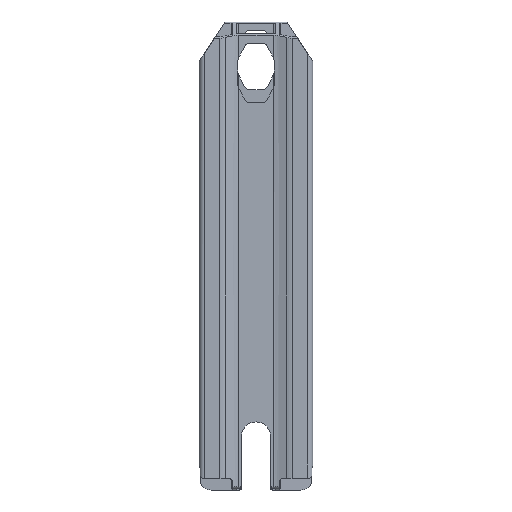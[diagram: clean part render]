
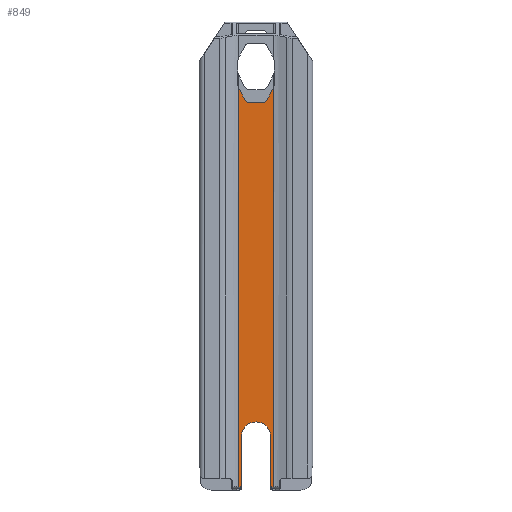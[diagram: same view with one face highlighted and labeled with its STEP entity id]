
A CAD part, front view. The second image highlights one B-rep face of the part: STEP entity #849.
In plain terms, the highlighted planar face has unit normal (0, -1, 0).
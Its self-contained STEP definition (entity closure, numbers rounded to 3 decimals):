
#254=PLANE('',#3043);
#280=LINE('',#3873,#522);
#281=LINE('',#3875,#523);
#284=LINE('',#3889,#526);
#458=LINE('',#4863,#700);
#461=LINE('',#4893,#703);
#462=LINE('',#4897,#704);
#463=LINE('',#4901,#705);
#464=LINE('',#4905,#706);
#522=VECTOR('',#3107,1.);
#523=VECTOR('',#3108,1.);
#526=VECTOR('',#3123,1.);
#700=VECTOR('',#3639,1.);
#703=VECTOR('',#3646,1.);
#704=VECTOR('',#3649,1.);
#705=VECTOR('',#3652,1.);
#706=VECTOR('',#3655,1.);
#849=ADVANCED_FACE('',(#973),#254,.T.);
#973=FACE_OUTER_BOUND('',#1109,.T.);
#1109=EDGE_LOOP('',(#1806,#1807,#1808,#1809,#1810,#1811,#1812,#1813,#1814,
#1815,#1816,#1817,#1818,#1819,#1820,#1821,#1822,#1823));
#1157=CIRCLE('',#2862,15.5);
#1158=CIRCLE('',#2863,15.5);
#1224=CIRCLE('',#3039,9.25);
#1225=CIRCLE('',#3040,6.75);
#1226=CIRCLE('',#3041,6.75);
#1227=CIRCLE('',#3042,9.25);
#1806=ORIENTED_EDGE('',*,*,#2711,.F.);
#1807=ORIENTED_EDGE('',*,*,#2712,.T.);
#1808=ORIENTED_EDGE('',*,*,#2713,.T.);
#1809=ORIENTED_EDGE('',*,*,#2714,.T.);
#1810=ORIENTED_EDGE('',*,*,#2715,.T.);
#1811=ORIENTED_EDGE('',*,*,#2716,.T.);
#1812=ORIENTED_EDGE('',*,*,#2717,.T.);
#1813=ORIENTED_EDGE('',*,*,#2718,.T.);
#1814=ORIENTED_EDGE('',*,*,#2705,.F.);
#1815=ORIENTED_EDGE('',*,*,#2458,.T.);
#1816=ORIENTED_EDGE('',*,*,#2389,.T.);
#1817=ORIENTED_EDGE('',*,*,#2385,.F.);
#1818=ORIENTED_EDGE('',*,*,#2382,.T.);
#1819=ORIENTED_EDGE('',*,*,#2381,.T.);
#1820=ORIENTED_EDGE('',*,*,#2378,.F.);
#1821=ORIENTED_EDGE('',*,*,#2377,.F.);
#1822=ORIENTED_EDGE('',*,*,#2369,.F.);
#1823=ORIENTED_EDGE('',*,*,#2506,.F.);
#2082=VERTEX_POINT('',#3833);
#2083=VERTEX_POINT('',#3834);
#2090=VERTEX_POINT('',#3874);
#2091=VERTEX_POINT('',#3876);
#2093=VERTEX_POINT('',#3882);
#2094=VERTEX_POINT('',#3884);
#2096=VERTEX_POINT('',#3890);
#2099=VERTEX_POINT('',#3907);
#2153=VERTEX_POINT('',#4114);
#2190=VERTEX_POINT('',#4324);
#2333=VERTEX_POINT('',#4864);
#2338=VERTEX_POINT('',#4894);
#2339=VERTEX_POINT('',#4896);
#2340=VERTEX_POINT('',#4898);
#2341=VERTEX_POINT('',#4900);
#2342=VERTEX_POINT('',#4902);
#2343=VERTEX_POINT('',#4904);
#2344=VERTEX_POINT('',#4906);
#2369=EDGE_CURVE('',#2082,#2083,#2790,.T.);
#2377=EDGE_CURVE('',#2083,#2090,#280,.T.);
#2378=EDGE_CURVE('',#2090,#2091,#281,.T.);
#2381=EDGE_CURVE('',#2093,#2091,#1157,.T.);
#2382=EDGE_CURVE('',#2094,#2093,#1158,.T.);
#2385=EDGE_CURVE('',#2094,#2096,#284,.T.);
#2389=EDGE_CURVE('',#2099,#2096,#2793,.T.);
#2458=EDGE_CURVE('',#2153,#2099,#2803,.T.);
#2506=EDGE_CURVE('',#2190,#2082,#2817,.T.);
#2705=EDGE_CURVE('',#2153,#2333,#458,.T.);
#2711=EDGE_CURVE('',#2338,#2190,#461,.T.);
#2712=EDGE_CURVE('',#2338,#2339,#1224,.T.);
#2713=EDGE_CURVE('',#2339,#2340,#462,.T.);
#2714=EDGE_CURVE('',#2340,#2341,#1225,.T.);
#2715=EDGE_CURVE('',#2341,#2342,#463,.T.);
#2716=EDGE_CURVE('',#2342,#2343,#1226,.T.);
#2717=EDGE_CURVE('',#2343,#2344,#464,.T.);
#2718=EDGE_CURVE('',#2344,#2333,#1227,.T.);
#2790=B_SPLINE_CURVE_WITH_KNOTS('',3,(#3823,#3824,#3825,#3826,#3827,#3828,
#3829,#3830,#3831,#3832),.UNSPECIFIED.,.F.,.F.,(4,3,3,4),(0.,0.182,
0.543,1.),.UNSPECIFIED.);
#2793=B_SPLINE_CURVE_WITH_KNOTS('',3,(#3897,#3898,#3899,#3900,#3901,#3902,
#3903,#3904,#3905,#3906),.UNSPECIFIED.,.F.,.F.,(4,3,3,4),(0.,0.182,
0.543,1.),.UNSPECIFIED.);
#2803=B_SPLINE_CURVE_WITH_KNOTS('',3,(#4107,#4108,#4109,#4110,#4111,#4112,
#4113),.UNSPECIFIED.,.F.,.F.,(4,3,4),(0.,0.014,1.),
 .UNSPECIFIED.);
#2817=B_SPLINE_CURVE_WITH_KNOTS('',3,(#4325,#4326,#4327,#4328,#4329,#4330,
#4331),.UNSPECIFIED.,.F.,.F.,(4,3,4),(0.,0.014,1.),
 .UNSPECIFIED.);
#2862=AXIS2_PLACEMENT_3D('',#3881,#3114,#3115);
#2863=AXIS2_PLACEMENT_3D('',#3883,#3116,#3117);
#3039=AXIS2_PLACEMENT_3D('',#4895,#3647,#3648);
#3040=AXIS2_PLACEMENT_3D('',#4899,#3650,#3651);
#3041=AXIS2_PLACEMENT_3D('',#4903,#3653,#3654);
#3042=AXIS2_PLACEMENT_3D('',#4907,#3656,#3657);
#3043=AXIS2_PLACEMENT_3D('',#4908,#3658,#3659);
#3107=DIRECTION('',(0.,0.,1.));
#3108=DIRECTION('',(0.,0.,1.));
#3114=DIRECTION('',(0.,1.,0.));
#3115=DIRECTION('',(0.,0.,1.));
#3116=DIRECTION('',(0.,1.,0.));
#3117=DIRECTION('',(-1.,0.,0.));
#3123=DIRECTION('',(0.,0.,-1.));
#3639=DIRECTION('',(0.,0.,1.));
#3646=DIRECTION('',(0.,0.,-1.));
#3647=DIRECTION('',(0.,1.,0.));
#3648=DIRECTION('',(0.,0.,-1.));
#3649=DIRECTION('',(-0.472,0.,-0.882));
#3650=DIRECTION('',(0.,1.,0.));
#3651=DIRECTION('',(0.,0.,-1.));
#3652=DIRECTION('',(-1.,0.,0.));
#3653=DIRECTION('',(0.,1.,0.));
#3654=DIRECTION('',(0.,0.,-1.));
#3655=DIRECTION('',(-0.472,0.,0.882));
#3656=DIRECTION('',(0.,1.,0.));
#3657=DIRECTION('',(0.,0.,-1.));
#3658=DIRECTION('',(0.,-1.,0.));
#3659=DIRECTION('',(0.,0.,1.));
#3823=CARTESIAN_POINT('',(16.357,-10.358,-496.904));
#3824=CARTESIAN_POINT('',(16.245,-10.358,-496.801));
#3825=CARTESIAN_POINT('',(16.143,-10.358,-496.685));
#3826=CARTESIAN_POINT('',(16.054,-10.358,-496.561));
#3827=CARTESIAN_POINT('',(15.878,-10.358,-496.316));
#3828=CARTESIAN_POINT('',(15.747,-10.358,-496.035));
#3829=CARTESIAN_POINT('',(15.659,-10.358,-495.747));
#3830=CARTESIAN_POINT('',(15.548,-10.358,-495.382));
#3831=CARTESIAN_POINT('',(15.5,-10.358,-494.995));
#3832=CARTESIAN_POINT('',(15.5,-10.358,-494.614));
#3833=CARTESIAN_POINT('',(16.357,-10.358,-496.904));
#3834=CARTESIAN_POINT('',(15.5,-10.358,-494.614));
#3873=CARTESIAN_POINT('',(15.5,-10.358,-443.5));
#3874=CARTESIAN_POINT('',(15.5,-10.358,-454.));
#3875=CARTESIAN_POINT('',(15.5,-10.358,-492.759));
#3876=CARTESIAN_POINT('',(15.5,-10.358,-443.5));
#3881=CARTESIAN_POINT('',(0.,-10.358,-443.5));
#3882=CARTESIAN_POINT('',(0.,-10.358,-428.));
#3883=CARTESIAN_POINT('',(0.,-10.358,-443.5));
#3884=CARTESIAN_POINT('',(-15.5,-10.358,-443.5));
#3889=CARTESIAN_POINT('',(-15.5,-10.358,-443.5));
#3890=CARTESIAN_POINT('',(-15.5,-10.358,-494.614));
#3897=CARTESIAN_POINT('',(-16.357,-10.358,-496.904));
#3898=CARTESIAN_POINT('',(-16.245,-10.358,-496.801));
#3899=CARTESIAN_POINT('',(-16.143,-10.358,-496.685));
#3900=CARTESIAN_POINT('',(-16.054,-10.358,-496.561));
#3901=CARTESIAN_POINT('',(-15.878,-10.358,-496.316));
#3902=CARTESIAN_POINT('',(-15.747,-10.358,-496.035));
#3903=CARTESIAN_POINT('',(-15.659,-10.358,-495.747));
#3904=CARTESIAN_POINT('',(-15.548,-10.358,-495.382));
#3905=CARTESIAN_POINT('',(-15.5,-10.358,-494.995));
#3906=CARTESIAN_POINT('',(-15.5,-10.358,-494.614));
#3907=CARTESIAN_POINT('',(-16.357,-10.358,-496.904));
#4107=CARTESIAN_POINT('',(-18.356,-10.358,-496.352));
#4108=CARTESIAN_POINT('',(-18.347,-10.358,-496.354));
#4109=CARTESIAN_POINT('',(-18.338,-10.358,-496.357));
#4110=CARTESIAN_POINT('',(-18.329,-10.358,-496.36));
#4111=CARTESIAN_POINT('',(-17.679,-10.358,-496.565));
#4112=CARTESIAN_POINT('',(-17.021,-10.358,-496.749));
#4113=CARTESIAN_POINT('',(-16.357,-10.358,-496.904));
#4114=CARTESIAN_POINT('',(-18.356,-10.358,-496.352));
#4324=CARTESIAN_POINT('',(18.356,-10.358,-496.352));
#4325=CARTESIAN_POINT('',(18.356,-10.358,-496.352));
#4326=CARTESIAN_POINT('',(18.347,-10.358,-496.354));
#4327=CARTESIAN_POINT('',(18.338,-10.358,-496.357));
#4328=CARTESIAN_POINT('',(18.329,-10.358,-496.36));
#4329=CARTESIAN_POINT('',(17.679,-10.358,-496.565));
#4330=CARTESIAN_POINT('',(17.021,-10.358,-496.749));
#4331=CARTESIAN_POINT('',(16.357,-10.358,-496.904));
#4863=CARTESIAN_POINT('',(-18.356,-10.358,-499.336));
#4864=CARTESIAN_POINT('',(-18.356,-10.358,-74.776));
#4893=CARTESIAN_POINT('',(18.356,-10.358,-13.765));
#4894=CARTESIAN_POINT('',(18.356,-10.358,-74.776));
#4895=CARTESIAN_POINT('',(10.,-10.358,-70.809));
#4896=CARTESIAN_POINT('',(18.156,-10.358,-75.172));
#4897=CARTESIAN_POINT('',(12.383,-10.358,-85.961));
#4898=CARTESIAN_POINT('',(11.992,-10.358,-86.693));
#4899=CARTESIAN_POINT('',(6.04,-10.358,-83.508));
#4900=CARTESIAN_POINT('',(6.04,-10.358,-90.258));
#4901=CARTESIAN_POINT('',(-18.356,-10.358,-90.258));
#4902=CARTESIAN_POINT('',(-6.04,-10.358,-90.258));
#4903=CARTESIAN_POINT('',(-6.04,-10.358,-83.508));
#4904=CARTESIAN_POINT('',(-11.992,-10.358,-86.693));
#4905=CARTESIAN_POINT('',(-20.554,-10.358,-70.691));
#4906=CARTESIAN_POINT('',(-18.156,-10.358,-75.172));
#4907=CARTESIAN_POINT('',(-10.,-10.358,-70.809));
#4908=CARTESIAN_POINT('',(-18.356,-10.358,-64.514));
